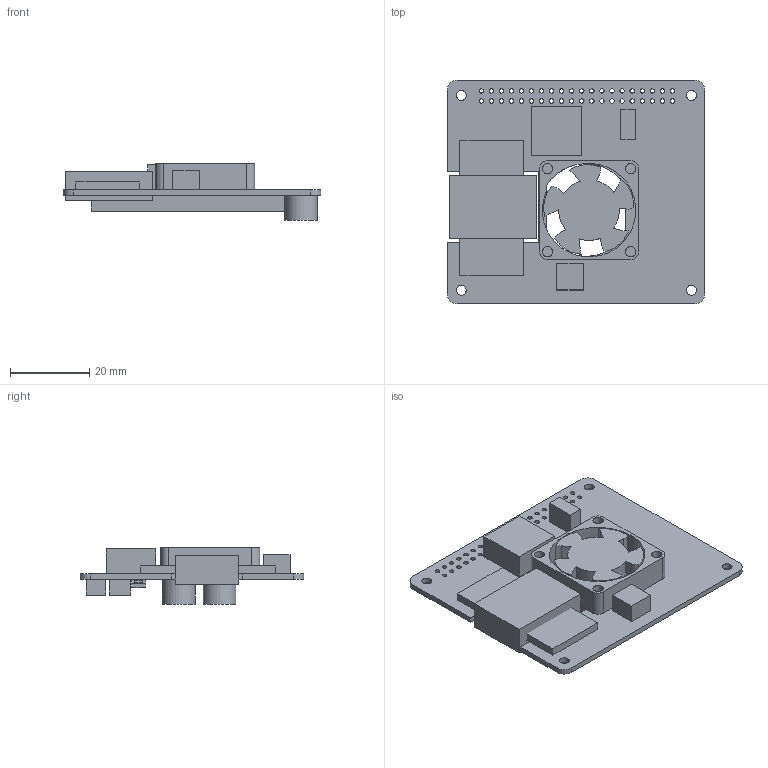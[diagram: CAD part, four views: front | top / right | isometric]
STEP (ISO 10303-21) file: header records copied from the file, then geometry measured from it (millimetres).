
FILE_DESCRIPTION(/* description */ (''),/* implementation_level */ '2;1');
FILE_NAME(/* name */ 'Raspberry Pi PoE+ HAT v4.step',/* time_stamp */ '2025-10-09T21:09:27+02:00',/* author */ (''),/* organization */ (''),/* preprocessor_version */ 'ST-DEVELOPER v20.1',/* originating_system */ 'Autodesk Translation Framework v14.17.0.0',/* authorisation */ '');
FILE_SCHEMA (('AUTOMOTIVE_DESIGN { 1 0 10303 214 3 1 1 }'));
Length unit declared in the file: millimetre
Products named in the file (8): Raspberry Pi PoE+ HAT; TSOP-2 4mm; FAN; Coil Large; Coil Small; Fan Connector; Capacitor1; Capacitor2
Assembly tree (7 placements, depth 2):
  Raspberry Pi PoE+ HAT
    TSOP-2 4mm
    FAN
    Coil Large
    Coil Small
    Fan Connector
    Capacitor1
    Capacitor2
Bounding box: 65 x 56.5 x 14.3 mm (x, y, z)
Volume: 13658.2 mm3; surface area: 15130.1 mm2
Topology: 15 solids, 15 shells, 245 faces, 637 edges, 422 vertices
Faces by surface type: cylinder 134, plane 111
Full cylindrical faces by diameter (mm): 1.1 x84, 2.5 x4, 2.6 x4, 8.25 x2
Entity records: 8261 total; most frequent: DIRECTION 1427, CARTESIAN_POINT 1320, ORIENTED_EDGE 1274, EDGE_CURVE 637, AXIS2_PLACEMENT_3D 529, EDGE_LOOP 433, VERTEX_POINT 422, LINE 369
